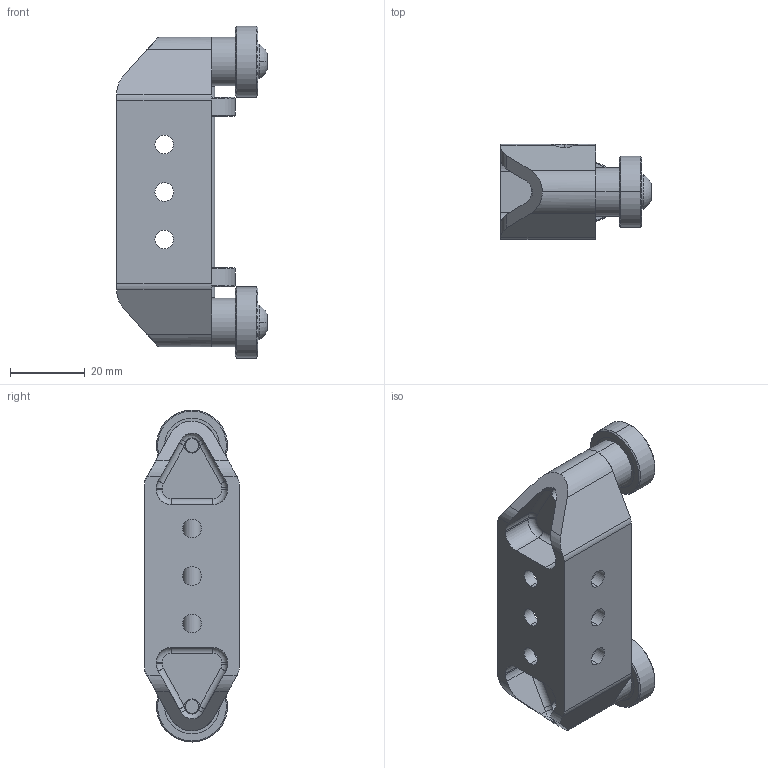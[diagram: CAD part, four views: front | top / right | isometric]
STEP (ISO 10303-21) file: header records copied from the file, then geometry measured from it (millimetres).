
FILE_DESCRIPTION (( 'STEP AP203' ), '1' );
FILE_NAME ('REV-21-2618.STEP', '2024-12-05T23:27:56', ( '' ), ( '' ), 'SwSTEP 2.0', 'SolidWorks 2022', '' );
FILE_SCHEMA (( 'CONFIG_CONTROL_DESIGN' ));
Length unit declared in the file: inch
Products named in the file (7): 698ZZ; REV-21-2618; REV-21-2623; 625ZZ; REV-21-2622; REV-21-2618-P01-revB; #10 Button Head Cap Screws_1.000 Long
Assembly tree (10 placements, depth 2):
  REV-21-2618
    REV-21-2618-P01-revB
    REV-21-2623
    698ZZ  x2
    REV-21-2622  x2
    #10 Button Head Cap Screws_1.000 Long  x2
    625ZZ  x2
Bounding box: 40.27 x 25.4 x 88.8 mm (x, y, z)
Volume: 28756.3 mm3; surface area: 24245.6 mm2
Topology: 70 solids, 70 shells, 1291 faces, 3391 edges, 2112 vertices
Faces by surface type: plane 668, bspline 319, cylinder 224, cone 68, torus 8, sphere 4
Entity records: 43437 total; most frequent: CARTESIAN_POINT 16713, ORIENTED_EDGE 5764, DIRECTION 4544, EDGE_CURVE 2882, LINE 1976, VECTOR 1976, VERTEX_POINT 1907, AXIS2_PLACEMENT_3D 1284
